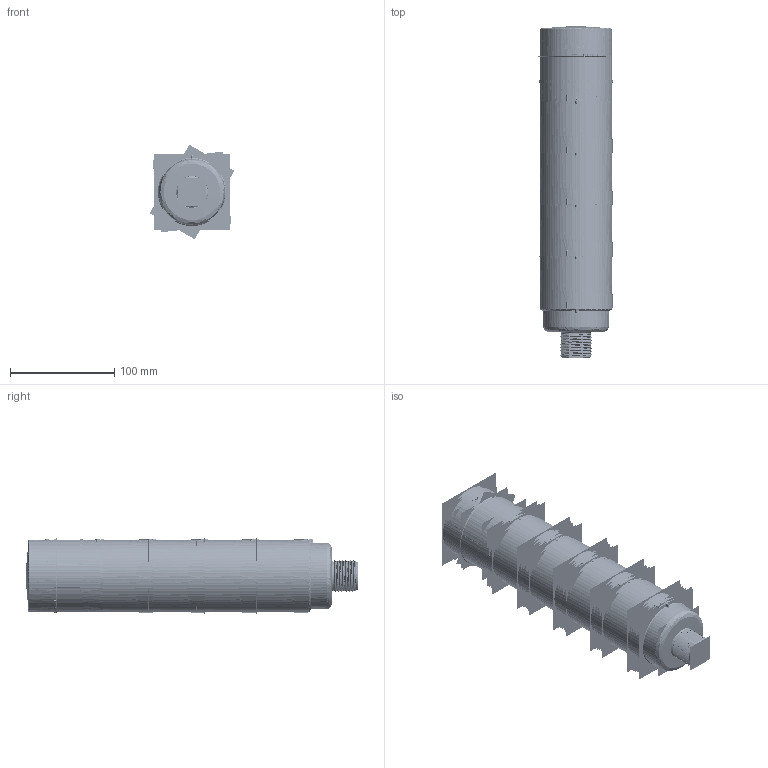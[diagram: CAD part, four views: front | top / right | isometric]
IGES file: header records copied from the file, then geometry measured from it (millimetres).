
Start section:  PTC IGES file: 181474.igs
Global section: file name: 181474.igs; native system: Creo Parametric by PTC Inc.; preprocessor: 2019292; author: PDMAdmin; organization: Unknown; date: 20220418.141024; units: millimetre
Bounding box: 81.17 x 318.44 x 90.7 mm (x, y, z)
Volume: 301264.1 mm3; surface area: 1788255.5 mm2
Topology: 12 solids, 17 shells, 7268 faces, 35979 edges, 44956 vertices
Faces by surface type: revolution 3652, bspline 3572, extrusion 44
